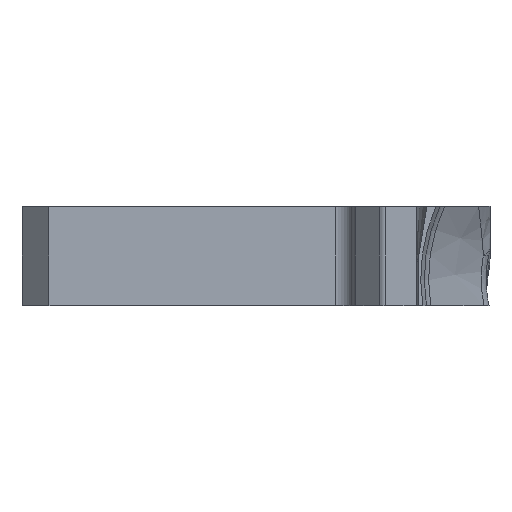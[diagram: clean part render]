
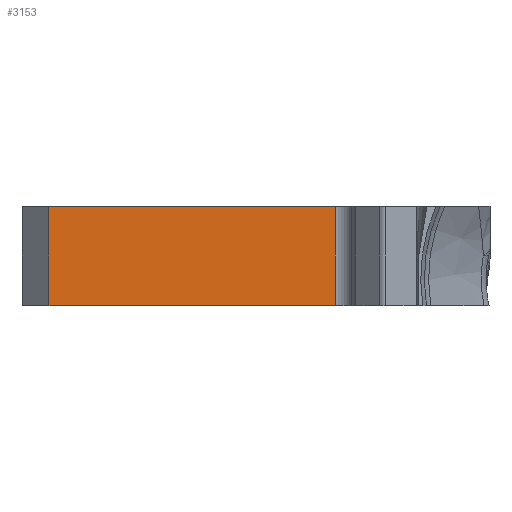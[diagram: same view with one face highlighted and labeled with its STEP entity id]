
A CAD part, left-side view. The second image highlights one B-rep face of the part: STEP entity #3153.
In plain terms, the highlighted planar face has unit normal (-1, 0, 0).
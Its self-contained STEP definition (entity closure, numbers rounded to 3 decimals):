
#353=FACE_OUTER_BOUND('',#535,.T.);
#535=EDGE_LOOP('',(#2839,#2840,#2841,#2842));
#692=LINE('',#4608,#1003);
#785=LINE('',#5136,#1096);
#821=LINE('',#5209,#1132);
#895=LINE('',#5632,#1206);
#1003=VECTOR('',#3602,10.);
#1096=VECTOR('',#3855,10.);
#1132=VECTOR('',#3917,10.);
#1206=VECTOR('',#4209,10.);
#1300=VERTEX_POINT('',#4605);
#1301=VERTEX_POINT('',#4607);
#1438=VERTEX_POINT('',#5133);
#1439=VERTEX_POINT('',#5135);
#1637=EDGE_CURVE('',#1300,#1301,#692,.T.);
#1804=EDGE_CURVE('',#1439,#1438,#785,.T.);
#1844=EDGE_CURVE('',#1301,#1438,#821,.T.);
#1972=EDGE_CURVE('',#1439,#1300,#895,.T.);
#2839=ORIENTED_EDGE('',*,*,#1844,.F.);
#2840=ORIENTED_EDGE('',*,*,#1637,.F.);
#2841=ORIENTED_EDGE('',*,*,#1972,.F.);
#2842=ORIENTED_EDGE('',*,*,#1804,.T.);
#2990=PLANE('',#3423);
#3153=ADVANCED_FACE('',(#353),#2990,.T.);
#3423=AXIS2_PLACEMENT_3D('',#5633,#4210,#4211);
#3602=DIRECTION('',(0.,-1.,0.));
#3855=DIRECTION('',(0.,-1.,0.));
#3917=DIRECTION('',(0.,0.,-1.));
#4209=DIRECTION('',(0.,0.,1.));
#4210=DIRECTION('center_axis',(-1.,0.,0.));
#4211=DIRECTION('ref_axis',(0.,-1.,0.));
#4605=CARTESIAN_POINT('',(-25.,-3.,11.));
#4607=CARTESIAN_POINT('',(-25.,-34.8,11.));
#4608=CARTESIAN_POINT('',(-25.,0.,11.));
#5133=CARTESIAN_POINT('',(-25.,-34.8,0.));
#5135=CARTESIAN_POINT('',(-25.,-3.,0.));
#5136=CARTESIAN_POINT('',(-25.,0.,0.));
#5209=CARTESIAN_POINT('',(-25.,-34.8,0.));
#5632=CARTESIAN_POINT('',(-25.,-3.,0.));
#5633=CARTESIAN_POINT('Origin',(-25.,0.,0.));
